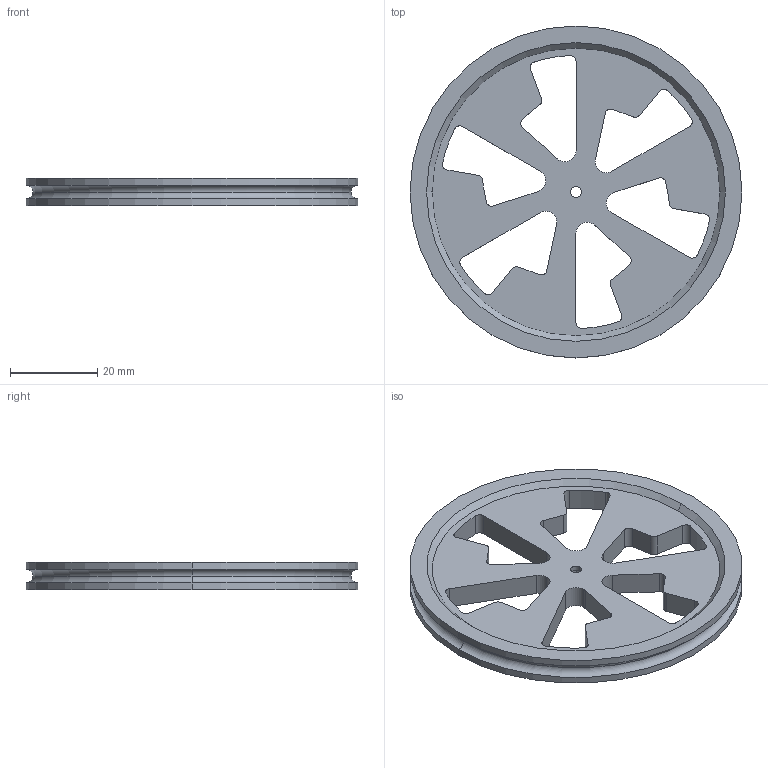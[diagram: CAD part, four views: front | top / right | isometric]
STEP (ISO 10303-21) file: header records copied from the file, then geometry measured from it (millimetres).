
FILE_DESCRIPTION (( 'STEP AP203' ), '1' );
FILE_NAME ('me433 wheel v1.STEP', '2024-05-22T21:57:09', ( '' ), ( '' ), 'SwSTEP 2.0', 'SolidWorks 2023', '' );
FILE_SCHEMA (( 'CONFIG_CONTROL_DESIGN' ));
Length unit declared in the file: inch
Products named in the file (1): me433 wheel v1
Bounding box: 76.2 x 76.2 x 6.35 mm (x, y, z)
Volume: 16776.6 mm3; surface area: 10603.7 mm2
Topology: 1 solids, 1 shells, 88 faces, 246 edges, 162 vertices
Faces by surface type: cylinder 52, plane 30, torus 4, cone 2
Entity records: 2983 total; most frequent: DIRECTION 538, CARTESIAN_POINT 497, ORIENTED_EDGE 492, EDGE_CURVE 246, AXIS2_PLACEMENT_3D 203, VERTEX_POINT 162, LINE 132, VECTOR 132
